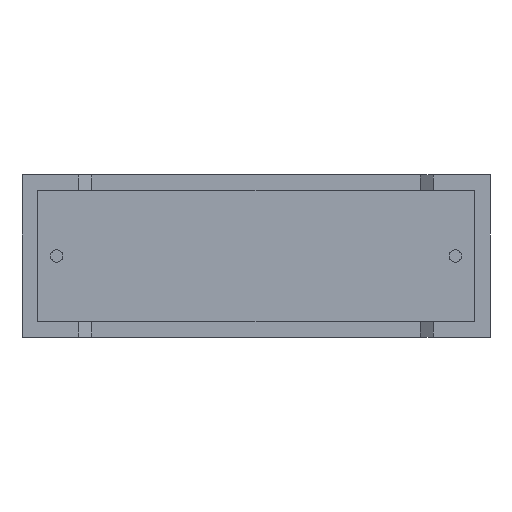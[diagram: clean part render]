
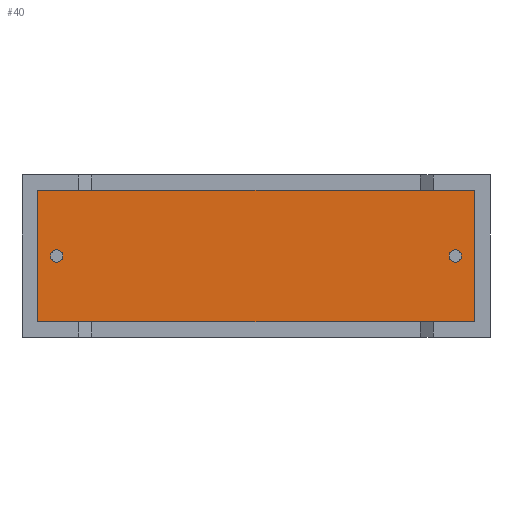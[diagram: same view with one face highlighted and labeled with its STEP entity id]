
A CAD part, front view. The second image highlights one B-rep face of the part: STEP entity #40.
In plain terms, the highlighted planar face has unit normal (0, -1, 0).
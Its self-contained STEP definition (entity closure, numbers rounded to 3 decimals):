
#40 = ADVANCED_FACE ( 'NONE', ( #2004, #105, #1475 ), #343, .T. ) ;
#75 = AXIS2_PLACEMENT_3D ( 'NONE', #2205, #823, #2949 ) ;
#105 = FACE_OUTER_BOUND ( 'NONE', #1606, .T. ) ;
#123 = CARTESIAN_POINT ( 'NONE',  ( 2.4, 0.75, 5.175 ) ) ;
#135 = CARTESIAN_POINT ( 'NONE',  ( 1.077, 0.75, 1.077 ) ) ;
#144 = EDGE_CURVE ( 'NONE', #1118, #2234, #226, .T. ) ;
#226 = CIRCLE ( 'NONE', #1690, 0.425 ) ;
#244 = ORIENTED_EDGE ( 'NONE', *, *, #564, .T. ) ;
#268 = ORIENTED_EDGE ( 'NONE', *, *, #1292, .F. ) ;
#323 = VERTEX_POINT ( 'NONE', #2469 ) ;
#343 = PLANE ( 'NONE',  #75 ) ;
#345 = CARTESIAN_POINT ( 'NONE',  ( 2.4, 0.75, 6.025 ) ) ;
#425 = ORIENTED_EDGE ( 'NONE', *, *, #2822, .T. ) ;
#446 = VERTEX_POINT ( 'NONE', #1087 ) ;
#540 = LINE ( 'NONE', #789, #2009 ) ;
#564 = EDGE_CURVE ( 'NONE', #1924, #323, #1724, .T. ) ;
#607 = CARTESIAN_POINT ( 'NONE',  ( 31.223, 0.75, 10.123 ) ) ;
#611 = EDGE_CURVE ( 'NONE', #653, #446, #1922, .T. ) ;
#653 = VERTEX_POINT ( 'NONE', #135 ) ;
#703 = DIRECTION ( 'NONE',  ( 0., 0., -1. ) ) ;
#779 = LINE ( 'NONE', #2048, #2183 ) ;
#781 = CIRCLE ( 'NONE', #1593, 0.425 ) ;
#789 = CARTESIAN_POINT ( 'NONE',  ( 1.077, 0.75, 10.123 ) ) ;
#823 = DIRECTION ( 'NONE',  ( 0., -1., 0. ) ) ;
#824 = EDGE_CURVE ( 'NONE', #2234, #1118, #781, .T. ) ;
#831 = CARTESIAN_POINT ( 'NONE',  ( 2.4, 0.75, 5.6 ) ) ;
#913 = ORIENTED_EDGE ( 'NONE', *, *, #144, .F. ) ;
#925 = DIRECTION ( 'NONE',  ( 0., -1., 0. ) ) ;
#968 = AXIS2_PLACEMENT_3D ( 'NONE', #2343, #925, #2203 ) ;
#1087 = CARTESIAN_POINT ( 'NONE',  ( 31.223, 0.75, 1.077 ) ) ;
#1115 = DIRECTION ( 'NONE',  ( 0., -1., 0. ) ) ;
#1118 = VERTEX_POINT ( 'NONE', #123 ) ;
#1150 = EDGE_CURVE ( 'NONE', #446, #1924, #779, .T. ) ;
#1292 = EDGE_CURVE ( 'NONE', #1987, #2098, #2159, .T. ) ;
#1410 = CARTESIAN_POINT ( 'NONE',  ( 1.077, 0.75, 1.077 ) ) ;
#1449 = CARTESIAN_POINT ( 'NONE',  ( 29.9, 0.75, 5.175 ) ) ;
#1475 = FACE_BOUND ( 'NONE', #2432, .T. ) ;
#1488 = DIRECTION ( 'NONE',  ( -1., 0., 0. ) ) ;
#1510 = DIRECTION ( 'NONE',  ( 1., 0., 0. ) ) ;
#1593 = AXIS2_PLACEMENT_3D ( 'NONE', #831, #2451, #2730 ) ;
#1606 = EDGE_LOOP ( 'NONE', ( #425, #1650, #2374, #244 ) ) ;
#1650 = ORIENTED_EDGE ( 'NONE', *, *, #611, .T. ) ;
#1690 = AXIS2_PLACEMENT_3D ( 'NONE', #2309, #1115, #703 ) ;
#1692 = CARTESIAN_POINT ( 'NONE',  ( 31.223, 0.75, 10.123 ) ) ;
#1715 = EDGE_LOOP ( 'NONE', ( #1942, #268 ) ) ;
#1724 = LINE ( 'NONE', #607, #2216 ) ;
#1922 = LINE ( 'NONE', #1410, #1989 ) ;
#1924 = VERTEX_POINT ( 'NONE', #1692 ) ;
#1942 = ORIENTED_EDGE ( 'NONE', *, *, #2714, .F. ) ;
#1987 = VERTEX_POINT ( 'NONE', #1449 ) ;
#1989 = VECTOR ( 'NONE', #1510, 1000. ) ;
#2004 = FACE_BOUND ( 'NONE', #1715, .T. ) ;
#2009 = VECTOR ( 'NONE', #2444, 1000. ) ;
#2048 = CARTESIAN_POINT ( 'NONE',  ( 31.223, 0.75, 1.077 ) ) ;
#2098 = VERTEX_POINT ( 'NONE', #2447 ) ;
#2159 = CIRCLE ( 'NONE', #2521, 0.425 ) ;
#2183 = VECTOR ( 'NONE', #2779, 1000. ) ;
#2203 = DIRECTION ( 'NONE',  ( 0., 0., -1. ) ) ;
#2205 = CARTESIAN_POINT ( 'NONE',  ( 0., 0.75, 0. ) ) ;
#2216 = VECTOR ( 'NONE', #1488, 1000. ) ;
#2234 = VERTEX_POINT ( 'NONE', #345 ) ;
#2309 = CARTESIAN_POINT ( 'NONE',  ( 2.4, 0.75, 5.6 ) ) ;
#2343 = CARTESIAN_POINT ( 'NONE',  ( 29.9, 0.75, 5.6 ) ) ;
#2374 = ORIENTED_EDGE ( 'NONE', *, *, #1150, .T. ) ;
#2432 = EDGE_LOOP ( 'NONE', ( #2907, #913 ) ) ;
#2444 = DIRECTION ( 'NONE',  ( 0., 0., -1. ) ) ;
#2447 = CARTESIAN_POINT ( 'NONE',  ( 29.9, 0.75, 6.025 ) ) ;
#2451 = DIRECTION ( 'NONE',  ( 0., -1., 0. ) ) ;
#2469 = CARTESIAN_POINT ( 'NONE',  ( 1.077, 0.75, 10.123 ) ) ;
#2521 = AXIS2_PLACEMENT_3D ( 'NONE', #2747, #2823, #2837 ) ;
#2714 = EDGE_CURVE ( 'NONE', #2098, #1987, #2770, .T. ) ;
#2730 = DIRECTION ( 'NONE',  ( 0., 0., -1. ) ) ;
#2747 = CARTESIAN_POINT ( 'NONE',  ( 29.9, 0.75, 5.6 ) ) ;
#2770 = CIRCLE ( 'NONE', #968, 0.425 ) ;
#2779 = DIRECTION ( 'NONE',  ( 0., 0., 1. ) ) ;
#2822 = EDGE_CURVE ( 'NONE', #323, #653, #540, .T. ) ;
#2823 = DIRECTION ( 'NONE',  ( 0., -1., 0. ) ) ;
#2837 = DIRECTION ( 'NONE',  ( 0., 0., -1. ) ) ;
#2907 = ORIENTED_EDGE ( 'NONE', *, *, #824, .F. ) ;
#2949 = DIRECTION ( 'NONE',  ( 0., 0., -1. ) ) ;
